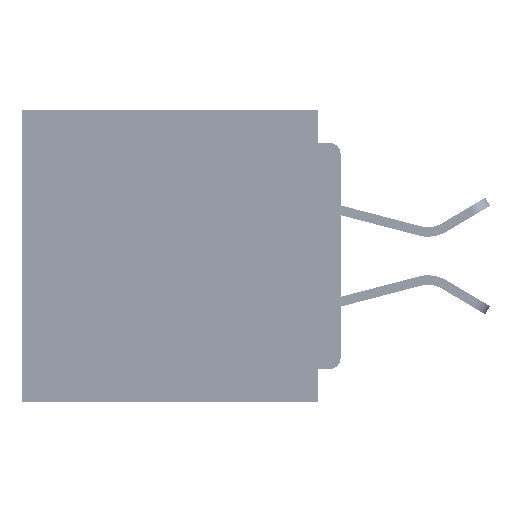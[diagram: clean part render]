
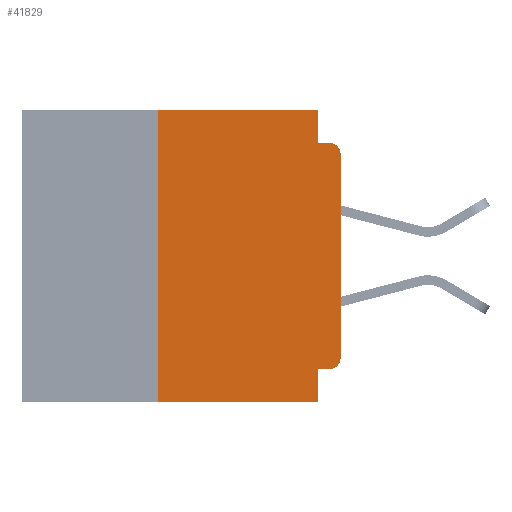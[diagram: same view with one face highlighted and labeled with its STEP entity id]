
A CAD part, left-side view. The second image highlights one B-rep face of the part: STEP entity #41829.
In plain terms, the highlighted planar face has unit normal (-1, 0, 0).
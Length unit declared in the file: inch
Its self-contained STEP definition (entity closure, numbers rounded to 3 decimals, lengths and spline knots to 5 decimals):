
#73 = CARTESIAN_POINT ( 'NONE',  ( 0., 0.25, -0.4 ) ) ;
#899 = AXIS2_PLACEMENT_3D ( 'NONE', #19993, #47276, #23915 ) ;
#925 = AXIS2_PLACEMENT_3D ( 'NONE', #22605, #30462, #7011 ) ;
#1377 = EDGE_CURVE ( 'NONE', #48311, #31188, #47350, .T. ) ;
#1552 = ORIENTED_EDGE ( 'NONE', *, *, #49163, .F. ) ;
#1725 = CARTESIAN_POINT ( 'NONE',  ( 0., 0.437, -0.4 ) ) ;
#3079 = ORIENTED_EDGE ( 'NONE', *, *, #46091, .F. ) ;
#4023 = DIRECTION ( 'NONE',  ( 0., 0., 1. ) ) ;
#4770 = VECTOR ( 'NONE', #25689, 39.37008 ) ;
#4962 = VECTOR ( 'NONE', #39957, 39.37008 ) ;
#5555 = CARTESIAN_POINT ( 'NONE',  ( 0., 0.015, -0.355 ) ) ;
#5565 = VERTEX_POINT ( 'NONE', #26216 ) ;
#7011 = DIRECTION ( 'NONE',  ( 0., 0., -1. ) ) ;
#7114 = VERTEX_POINT ( 'NONE', #5555 ) ;
#7707 = VECTOR ( 'NONE', #49119, 39.37008 ) ;
#7853 = ORIENTED_EDGE ( 'NONE', *, *, #1377, .F. ) ;
#8570 = DIRECTION ( 'NONE',  ( -1., 0., 0. ) ) ;
#10339 = CARTESIAN_POINT ( 'NONE',  ( 0., 0., -0.045 ) ) ;
#12153 = LINE ( 'NONE', #1725, #31752 ) ;
#12618 = CARTESIAN_POINT ( 'NONE',  ( 0., 0., -0.355 ) ) ;
#12865 = CARTESIAN_POINT ( 'NONE',  ( 0., 0.031, -0.045 ) ) ;
#14127 = LINE ( 'NONE', #12618, #4962 ) ;
#14478 = VERTEX_POINT ( 'NONE', #38407 ) ;
#14999 = VERTEX_POINT ( 'NONE', #18245 ) ;
#15172 = LINE ( 'NONE', #45141, #4770 ) ;
#17527 = VERTEX_POINT ( 'NONE', #43576 ) ;
#17807 = VERTEX_POINT ( 'NONE', #37560 ) ;
#18179 = LINE ( 'NONE', #45225, #7707 ) ;
#18245 = CARTESIAN_POINT ( 'NONE',  ( 0., 0., -0.34 ) ) ;
#19993 = CARTESIAN_POINT ( 'NONE',  ( 0., 0.015, -0.06 ) ) ;
#20708 = ORIENTED_EDGE ( 'NONE', *, *, #31130, .T. ) ;
#21130 = ORIENTED_EDGE ( 'NONE', *, *, #28772, .F. ) ;
#21294 = VERTEX_POINT ( 'NONE', #39222 ) ;
#21426 = DIRECTION ( 'NONE',  ( 0., -1., 0. ) ) ;
#21674 = ORIENTED_EDGE ( 'NONE', *, *, #24542, .T. ) ;
#22605 = CARTESIAN_POINT ( 'NONE',  ( 0., 0.437, 0. ) ) ;
#23324 = LINE ( 'NONE', #73, #42882 ) ;
#23915 = DIRECTION ( 'NONE',  ( 0., 0., -1. ) ) ;
#24187 = DIRECTION ( 'NONE',  ( 0., -1., 0. ) ) ;
#24542 = EDGE_CURVE ( 'NONE', #14999, #14478, #47585, .T. ) ;
#25347 = DIRECTION ( 'NONE',  ( 0., -1., 0. ) ) ;
#25689 = DIRECTION ( 'NONE',  ( 0., 0., -1. ) ) ;
#26216 = CARTESIAN_POINT ( 'NONE',  ( 0., 0.031, -0.355 ) ) ;
#26601 = VECTOR ( 'NONE', #24187, 39.37008 ) ;
#27514 = CIRCLE ( 'NONE', #33137, 0.015 ) ;
#28772 = EDGE_CURVE ( 'NONE', #7114, #5565, #14127, .T. ) ;
#29072 = CIRCLE ( 'NONE', #899, 0.015 ) ;
#30462 = DIRECTION ( 'NONE',  ( 1., 0., 0. ) ) ;
#30806 = DIRECTION ( 'NONE',  ( 0., 0., 1. ) ) ;
#31129 = EDGE_CURVE ( 'NONE', #44662, #17807, #43348, .T. ) ;
#31130 = EDGE_CURVE ( 'NONE', #17527, #21294, #12153, .T. ) ;
#31188 = VERTEX_POINT ( 'NONE', #33361 ) ;
#31752 = VECTOR ( 'NONE', #25347, 39.37008 ) ;
#32002 = CARTESIAN_POINT ( 'NONE',  ( 0., 0.015, -0.34 ) ) ;
#33137 = AXIS2_PLACEMENT_3D ( 'NONE', #32002, #8570, #35940 ) ;
#33361 = CARTESIAN_POINT ( 'NONE',  ( 0., 0.015, -0.045 ) ) ;
#33554 = EDGE_CURVE ( 'NONE', #14478, #31188, #29072, .T. ) ;
#34183 = VECTOR ( 'NONE', #21426, 39.37008 ) ;
#35940 = DIRECTION ( 'NONE',  ( 0., 0., -1. ) ) ;
#37227 = VECTOR ( 'NONE', #30806, 39.37008 ) ;
#37560 = CARTESIAN_POINT ( 'NONE',  ( 0., 0.031, 0. ) ) ;
#37939 = ORIENTED_EDGE ( 'NONE', *, *, #33554, .T. ) ;
#38407 = CARTESIAN_POINT ( 'NONE',  ( 0., 0., -0.06 ) ) ;
#38492 = CARTESIAN_POINT ( 'NONE',  ( 0., 0., 0. ) ) ;
#38991 = EDGE_LOOP ( 'NONE', ( #21674, #37939, #7853, #3079, #42103, #41561, #20708, #1552, #21130, #49631 ) ) ;
#39222 = CARTESIAN_POINT ( 'NONE',  ( 0., 0.031, -0.4 ) ) ;
#39468 = EDGE_CURVE ( 'NONE', #17527, #44662, #23324, .T. ) ;
#39957 = DIRECTION ( 'NONE',  ( 0., 1., 0. ) ) ;
#40197 = FACE_OUTER_BOUND ( 'NONE', #38991, .T. ) ;
#41561 = ORIENTED_EDGE ( 'NONE', *, *, #39468, .F. ) ;
#41829 = ADVANCED_FACE ( 'NONE', ( #40197 ), #42092, .F. ) ;
#42092 = PLANE ( 'NONE',  #925 ) ;
#42103 = ORIENTED_EDGE ( 'NONE', *, *, #31129, .F. ) ;
#42882 = VECTOR ( 'NONE', #4023, 39.37008 ) ;
#43348 = LINE ( 'NONE', #44808, #34183 ) ;
#43576 = CARTESIAN_POINT ( 'NONE',  ( 0., 0.25, -0.4 ) ) ;
#44662 = VERTEX_POINT ( 'NONE', #45155 ) ;
#44808 = CARTESIAN_POINT ( 'NONE',  ( 0., 0.437, 0. ) ) ;
#45001 = EDGE_CURVE ( 'NONE', #7114, #14999, #27514, .T. ) ;
#45141 = CARTESIAN_POINT ( 'NONE',  ( 0., 0.031, 0. ) ) ;
#45155 = CARTESIAN_POINT ( 'NONE',  ( 0., 0.25, 0. ) ) ;
#45225 = CARTESIAN_POINT ( 'NONE',  ( 0., 0.031, -0.4 ) ) ;
#46091 = EDGE_CURVE ( 'NONE', #17807, #48311, #15172, .T. ) ;
#47276 = DIRECTION ( 'NONE',  ( -1., 0., 0. ) ) ;
#47350 = LINE ( 'NONE', #10339, #26601 ) ;
#47585 = LINE ( 'NONE', #38492, #37227 ) ;
#48311 = VERTEX_POINT ( 'NONE', #12865 ) ;
#49119 = DIRECTION ( 'NONE',  ( 0., 0., -1. ) ) ;
#49163 = EDGE_CURVE ( 'NONE', #5565, #21294, #18179, .T. ) ;
#49631 = ORIENTED_EDGE ( 'NONE', *, *, #45001, .T. ) ;
